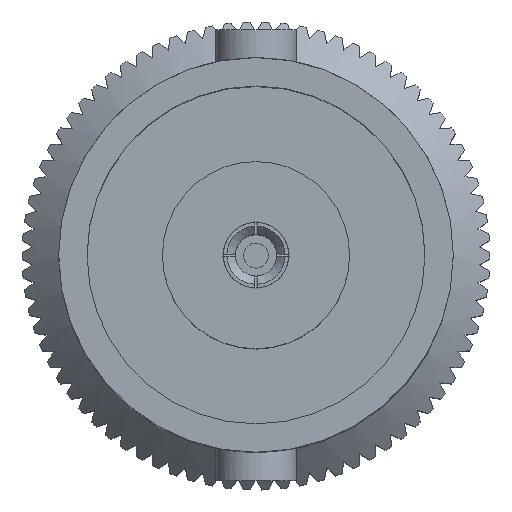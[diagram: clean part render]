
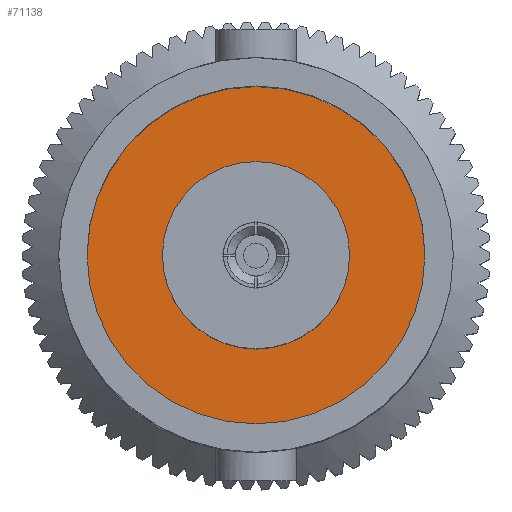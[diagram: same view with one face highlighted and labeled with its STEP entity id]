
A CAD part, top view. The second image highlights one B-rep face of the part: STEP entity #71138.
In plain terms, the highlighted face is planar.
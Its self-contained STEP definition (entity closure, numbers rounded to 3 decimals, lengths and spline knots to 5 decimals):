
#7527 = CARTESIAN_POINT ( 'NONE',  ( 0.33, 0., -0.09 ) ) ;
#14834 = CARTESIAN_POINT ( 'NONE',  ( 0.33, 0., 0. ) ) ;
#15326 = CARTESIAN_POINT ( 'NONE',  ( 0.33, 0., 0. ) ) ;
#20326 = CIRCLE ( 'NONE', #56771, 0.09 ) ;
#23167 = EDGE_CURVE ( 'NONE', #64458, #64458, #109951, .T. ) ;
#25062 = DIRECTION ( 'NONE',  ( 0., 0., 1. ) ) ;
#26001 = EDGE_CURVE ( 'NONE', #116534, #116534, #20326, .T. ) ;
#38276 = DIRECTION ( 'NONE',  ( -1., 0., 0. ) ) ;
#43796 = EDGE_LOOP ( 'NONE', ( #64924 ) ) ;
#48642 = EDGE_LOOP ( 'NONE', ( #89347 ) ) ;
#56771 = AXIS2_PLACEMENT_3D ( 'NONE', #15326, #59495, #91567 ) ;
#59495 = DIRECTION ( 'NONE',  ( 1., 0., 0. ) ) ;
#64458 = VERTEX_POINT ( 'NONE', #107936 ) ;
#64924 = ORIENTED_EDGE ( 'NONE', *, *, #23167, .T. ) ;
#69921 = DIRECTION ( 'NONE',  ( -1., 0., 0. ) ) ;
#71138 = ADVANCED_FACE ( 'NONE', ( #92445, #91066 ), #135917, .T. ) ;
#81373 = AXIS2_PLACEMENT_3D ( 'NONE', #14834, #38276, #101054 ) ;
#89347 = ORIENTED_EDGE ( 'NONE', *, *, #26001, .T. ) ;
#91066 = FACE_OUTER_BOUND ( 'NONE', #43796, .T. ) ;
#91567 = DIRECTION ( 'NONE',  ( 0., 0., -1. ) ) ;
#92445 = FACE_BOUND ( 'NONE', #48642, .T. ) ;
#101054 = DIRECTION ( 'NONE',  ( 0., 0., 1. ) ) ;
#107936 = CARTESIAN_POINT ( 'NONE',  ( 0.33, 0., 0.1625 ) ) ;
#109951 = CIRCLE ( 'NONE', #136413, 0.1625 ) ;
#116534 = VERTEX_POINT ( 'NONE', #7527 ) ;
#122679 = CARTESIAN_POINT ( 'NONE',  ( 0.33, 0., 0. ) ) ;
#135917 = PLANE ( 'NONE',  #81373 ) ;
#136413 = AXIS2_PLACEMENT_3D ( 'NONE', #122679, #69921, #25062 ) ;
